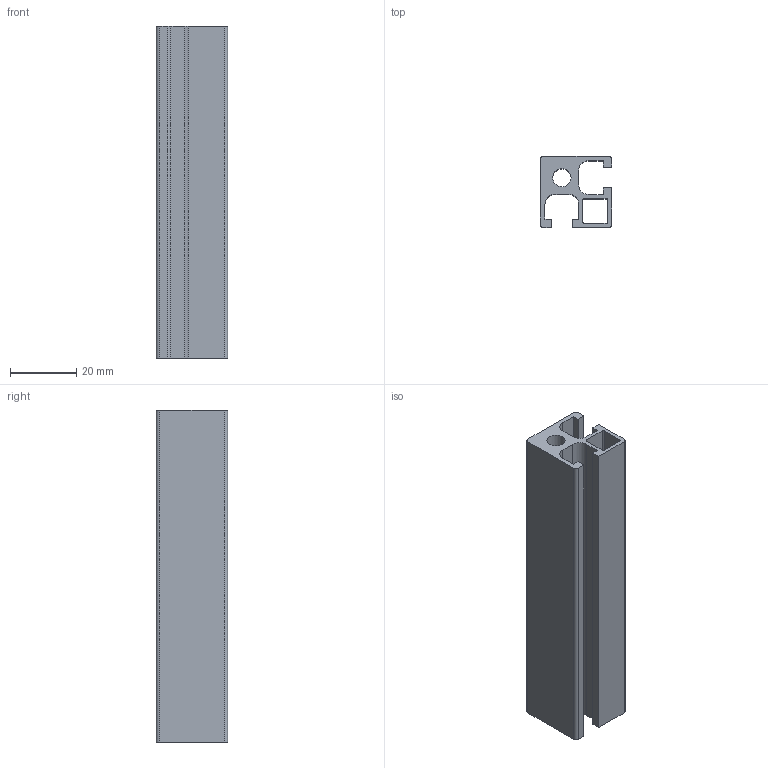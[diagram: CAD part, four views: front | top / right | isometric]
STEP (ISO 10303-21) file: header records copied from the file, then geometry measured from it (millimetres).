
FILE_DESCRIPTION((''),'2;1');
FILE_NAME('K_102121-K_100.stp','2013-11-03T21:46:53',('PC'),(''),'Autodesk Inventor 2011','Autodesk Inventor 2011','');
FILE_SCHEMA(('AUTOMOTIVE_DESIGN { 1 0 10303 214 1 1 1 1 }'));
Length unit declared in the file: millimetre
Products named in the file (1): 102121-100
Bounding box: 21.5 x 21.5 x 100 mm (x, y, z)
Volume: 20532.4 mm3; surface area: 18566 mm2
Topology: 1 solids, 1 shells, 39 faces, 111 edges, 74 vertices
Faces by surface type: plane 26, cylinder 13
Full cylindrical faces by diameter (mm): 5.5 x1
Entity records: 1300 total; most frequent: CARTESIAN_POINT 224, ORIENTED_EDGE 220, DIRECTION 216, EDGE_CURVE 110, VECTOR 84, LINE 84, VERTEX_POINT 74, AXIS2_PLACEMENT_3D 66
